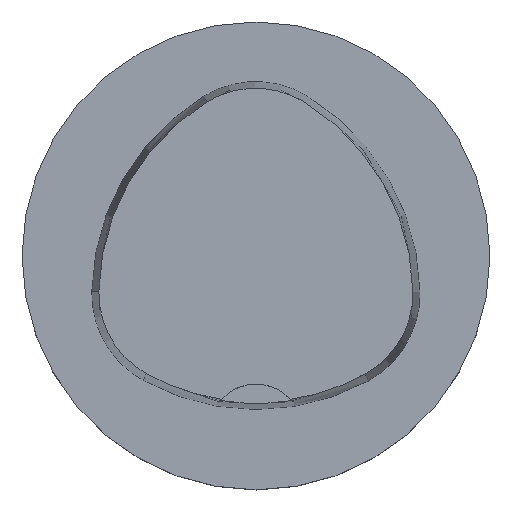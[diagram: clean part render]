
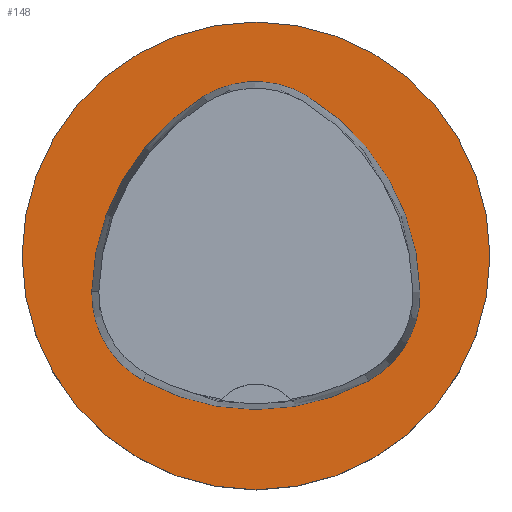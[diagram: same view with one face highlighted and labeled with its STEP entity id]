
A CAD part, top view. The second image highlights one B-rep face of the part: STEP entity #148.
In plain terms, the highlighted planar face has unit normal (0, 0, 1).
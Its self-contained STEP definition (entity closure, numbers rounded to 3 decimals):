
#36=PLANE('',#596);
#148=ADVANCED_FACE('',(#179,#180),#36,.T.);
#179=FACE_BOUND('',#206,.T.);
#180=FACE_BOUND('',#207,.T.);
#206=EDGE_LOOP('',(#277,#278,#279,#280,#281,#282));
#207=EDGE_LOOP('',(#283));
#277=ORIENTED_EDGE('',*,*,#448,.T.);
#278=ORIENTED_EDGE('',*,*,#428,.T.);
#279=ORIENTED_EDGE('',*,*,#432,.T.);
#280=ORIENTED_EDGE('',*,*,#435,.T.);
#281=ORIENTED_EDGE('',*,*,#438,.T.);
#282=ORIENTED_EDGE('',*,*,#446,.T.);
#283=ORIENTED_EDGE('',*,*,#426,.F.);
#377=VERTEX_POINT('',#821);
#379=VERTEX_POINT('',#826);
#380=VERTEX_POINT('',#827);
#383=VERTEX_POINT('',#835);
#385=VERTEX_POINT('',#841);
#387=VERTEX_POINT('',#847);
#394=VERTEX_POINT('',#868);
#426=EDGE_CURVE('',#377,#377,#495,.T.);
#428=EDGE_CURVE('',#379,#380,#497,.T.);
#432=EDGE_CURVE('',#380,#383,#499,.T.);
#435=EDGE_CURVE('',#383,#385,#501,.T.);
#438=EDGE_CURVE('',#385,#387,#503,.T.);
#446=EDGE_CURVE('',#387,#394,#507,.T.);
#448=EDGE_CURVE('',#394,#379,#509,.T.);
#495=CIRCLE('',#571,20.);
#497=CIRCLE('',#574,20.);
#499=CIRCLE('',#577,8.5);
#501=CIRCLE('',#580,20.);
#503=CIRCLE('',#583,8.5);
#507=CIRCLE('',#588,20.);
#509=CIRCLE('',#591,8.5);
#571=AXIS2_PLACEMENT_3D('',#820,#650,#651);
#574=AXIS2_PLACEMENT_3D('',#825,#656,#657);
#577=AXIS2_PLACEMENT_3D('',#834,#664,#665);
#580=AXIS2_PLACEMENT_3D('',#840,#671,#672);
#583=AXIS2_PLACEMENT_3D('',#846,#678,#679);
#588=AXIS2_PLACEMENT_3D('',#869,#690,#691);
#591=AXIS2_PLACEMENT_3D('',#872,#696,#697);
#596=AXIS2_PLACEMENT_3D('',#877,#706,#707);
#650=DIRECTION('',(0.,0.,-1.));
#651=DIRECTION('',(-1.,0.,0.));
#656=DIRECTION('',(0.,0.,-1.));
#657=DIRECTION('',(-1.,0.,0.));
#664=DIRECTION('',(0.,0.,-1.));
#665=DIRECTION('',(-1.,0.,0.));
#671=DIRECTION('',(0.,0.,-1.));
#672=DIRECTION('',(-1.,0.,0.));
#678=DIRECTION('',(0.,0.,-1.));
#679=DIRECTION('',(-1.,0.,0.));
#690=DIRECTION('',(0.,0.,-1.));
#691=DIRECTION('',(-1.,0.,0.));
#696=DIRECTION('',(0.,0.,-1.));
#697=DIRECTION('',(-1.,0.,0.));
#706=DIRECTION('',(0.,0.,1.));
#707=DIRECTION('',(-1.,0.,0.));
#820=CARTESIAN_POINT('',(0.,0.,0.));
#821=CARTESIAN_POINT('',(-20.,0.,0.));
#825=CARTESIAN_POINT('',(5.955,-3.414,0.));
#826=CARTESIAN_POINT('',(-14.041,-3.042,0.));
#827=CARTESIAN_POINT('',(-4.472,13.653,0.));
#834=CARTESIAN_POINT('',(-0.04,6.4,0.));
#835=CARTESIAN_POINT('',(4.347,13.68,0.));
#840=CARTESIAN_POINT('',(-5.976,-3.45,0.));
#841=CARTESIAN_POINT('',(14.021,-3.075,0.));
#846=CARTESIAN_POINT('',(5.522,-3.235,0.));
#847=CARTESIAN_POINT('',(9.588,-10.699,0.));
#868=CARTESIAN_POINT('',(-9.655,-10.639,0.));
#869=CARTESIAN_POINT('',(0.022,6.864,0.));
#872=CARTESIAN_POINT('',(-5.543,-3.2,0.));
#877=CARTESIAN_POINT('',(0.,0.,0.));
